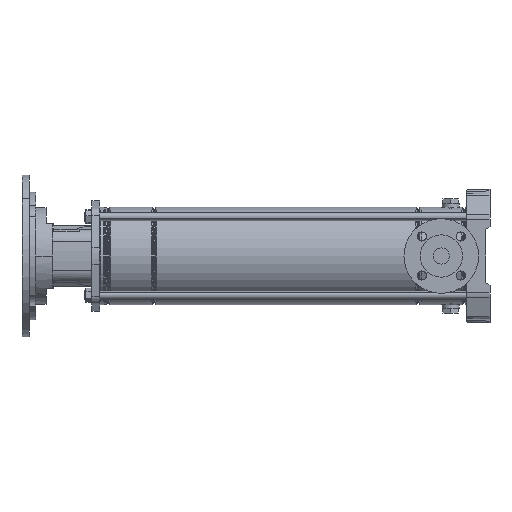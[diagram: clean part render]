
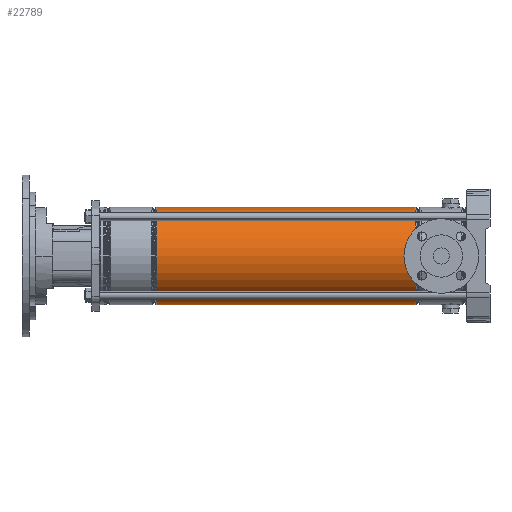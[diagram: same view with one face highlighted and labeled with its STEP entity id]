
A CAD part, left-side view. The second image highlights one B-rep face of the part: STEP entity #22789.
In plain terms, the highlighted cylindrical face has radius 74.9 mm (diameter 149.8 mm), a partial arc.
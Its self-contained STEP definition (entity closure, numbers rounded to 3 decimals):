
#1285 = AXIS2_PLACEMENT_3D ( 'NONE', #4871, #14056, #18765 ) ;
#2118 = CARTESIAN_POINT ( 'NONE',  ( 74.9, 0., 485.221 ) ) ;
#2362 = CARTESIAN_POINT ( 'NONE',  ( -74.9, 0., 0. ) ) ;
#2492 = EDGE_CURVE ( 'NONE', #24485, #24921, #14860, .T. ) ;
#3232 = CARTESIAN_POINT ( 'NONE',  ( 0., 0., 485.221 ) ) ;
#4622 = ORIENTED_EDGE ( 'NONE', *, *, #29098, .F. ) ;
#4871 = CARTESIAN_POINT ( 'NONE',  ( 0., 0., 0. ) ) ;
#5977 = VECTOR ( 'NONE', #21102, 1000. ) ;
#7855 = CARTESIAN_POINT ( 'NONE',  ( 74.9, 0., 0. ) ) ;
#8234 = DIRECTION ( 'NONE',  ( 1., 0., 0. ) ) ;
#9326 = LINE ( 'NONE', #2362, #5977 ) ;
#9564 = AXIS2_PLACEMENT_3D ( 'NONE', #26015, #25585, #26169 ) ;
#11423 = CARTESIAN_POINT ( 'NONE',  ( -74.9, 0., 87.279 ) ) ;
#11952 = LINE ( 'NONE', #7855, #16982 ) ;
#12450 = DIRECTION ( 'NONE',  ( 0., 0., -1. ) ) ;
#12658 = VERTEX_POINT ( 'NONE', #2118 ) ;
#13430 = VERTEX_POINT ( 'NONE', #25007 ) ;
#14056 = DIRECTION ( 'NONE',  ( 0., 0., -1. ) ) ;
#14090 = ORIENTED_EDGE ( 'NONE', *, *, #22112, .T. ) ;
#14860 = CIRCLE ( 'NONE', #9564, 74.9 ) ;
#15744 = EDGE_LOOP ( 'NONE', ( #14090, #26271, #29276, #4622 ) ) ;
#16982 = VECTOR ( 'NONE', #17084, 1000. ) ;
#17084 = DIRECTION ( 'NONE',  ( 0., 0., -1. ) ) ;
#17837 = EDGE_CURVE ( 'NONE', #12658, #24485, #11952, .T. ) ;
#18765 = DIRECTION ( 'NONE',  ( -1., 0., 0. ) ) ;
#21102 = DIRECTION ( 'NONE',  ( 0., 0., -1. ) ) ;
#22112 = EDGE_CURVE ( 'NONE', #13430, #12658, #26377, .T. ) ;
#22789 = ADVANCED_FACE ( 'NONE', ( #27810 ), #27954, .T. ) ;
#22965 = CARTESIAN_POINT ( 'NONE',  ( 74.9, 0., 87.279 ) ) ;
#23472 = AXIS2_PLACEMENT_3D ( 'NONE', #3232, #12450, #8234 ) ;
#24485 = VERTEX_POINT ( 'NONE', #22965 ) ;
#24921 = VERTEX_POINT ( 'NONE', #11423 ) ;
#25007 = CARTESIAN_POINT ( 'NONE',  ( -74.9, 0., 485.221 ) ) ;
#25585 = DIRECTION ( 'NONE',  ( 0., 0., 1. ) ) ;
#26015 = CARTESIAN_POINT ( 'NONE',  ( 0., 0., 87.279 ) ) ;
#26169 = DIRECTION ( 'NONE',  ( 1., 0., 0. ) ) ;
#26271 = ORIENTED_EDGE ( 'NONE', *, *, #17837, .T. ) ;
#26377 = CIRCLE ( 'NONE', #23472, 74.9 ) ;
#27810 = FACE_OUTER_BOUND ( 'NONE', #15744, .T. ) ;
#27954 = CYLINDRICAL_SURFACE ( 'NONE', #1285, 74.9 ) ;
#29098 = EDGE_CURVE ( 'NONE', #13430, #24921, #9326, .T. ) ;
#29276 = ORIENTED_EDGE ( 'NONE', *, *, #2492, .T. ) ;
